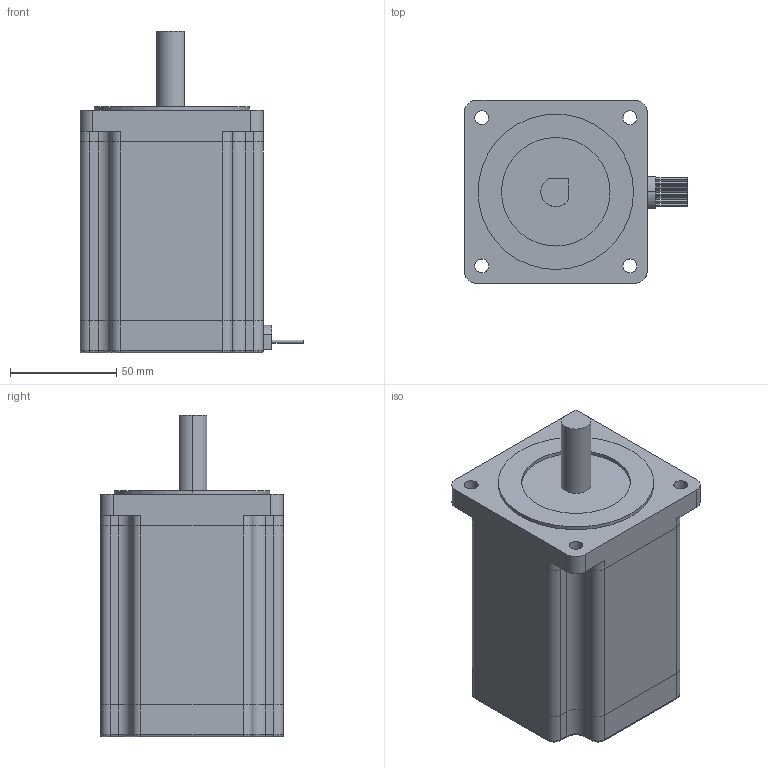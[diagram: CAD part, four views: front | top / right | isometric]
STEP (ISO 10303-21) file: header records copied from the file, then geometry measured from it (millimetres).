
FILE_DESCRIPTION (( 'STEP AP214' ), '1' );
FILE_NAME ('86HS11427A8.STEP', '2023-06-05T07:09:45', ( 'Windows 蚚誧' ), ( 'Organization' ), 'SwSTEP 2.0', 'SolidWorks 2021', '' );
FILE_SCHEMA (( 'AUTOMOTIVE_DESIGN' ));
Length unit declared in the file: millimetre
Products named in the file (1): 86HS11427A8
Bounding box: 105 x 86 x 151 mm (x, y, z)
Volume: 762854.7 mm3; surface area: 81072.2 mm2
Topology: 3 solids, 3 shells, 167 faces, 415 edges, 268 vertices
Faces by surface type: cylinder 88, plane 65, torus 14
Entity records: 5378 total; most frequent: DIRECTION 943, CARTESIAN_POINT 851, ORIENTED_EDGE 830, EDGE_CURVE 415, AXIS2_PLACEMENT_3D 360, VERTEX_POINT 268, VECTOR 223, LINE 223
